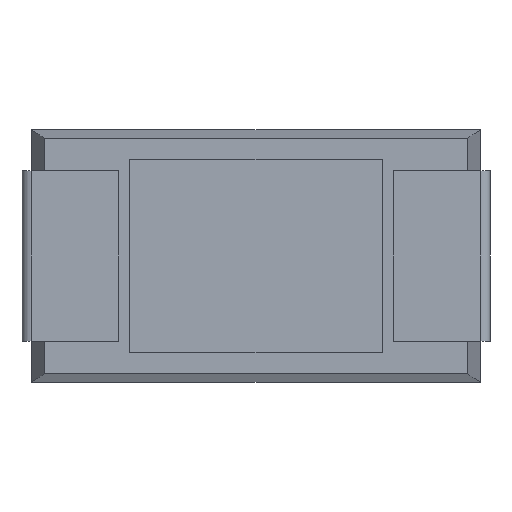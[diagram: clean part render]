
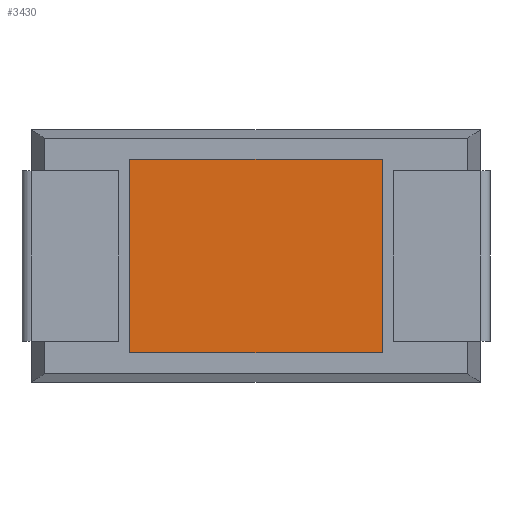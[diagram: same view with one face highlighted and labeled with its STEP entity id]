
A CAD part, front view. The second image highlights one B-rep face of the part: STEP entity #3430.
In plain terms, the highlighted planar face has unit normal (0, -1, 0).
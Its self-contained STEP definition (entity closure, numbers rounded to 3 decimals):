
#4 = VERTEX_POINT ( 'NONE', #1275 ) ;
#200 = LINE ( 'NONE', #785, #1334 ) ;
#560 = EDGE_CURVE ( 'NONE', #2173, #4, #1335, .T. ) ;
#563 = DIRECTION ( 'NONE',  ( 1., 0., 0. ) ) ;
#668 = EDGE_CURVE ( 'NONE', #2294, #2173, #4123, .T. ) ;
#785 = CARTESIAN_POINT ( 'NONE',  ( 4.72, -0.05, -0.4 ) ) ;
#998 = CARTESIAN_POINT ( 'NONE',  ( 1.32, -0.05, -0.4 ) ) ;
#1091 = CARTESIAN_POINT ( 'NONE',  ( 1.32, -0.05, -0.4 ) ) ;
#1141 = CARTESIAN_POINT ( 'NONE',  ( 1.32, -0.05, -0.4 ) ) ;
#1155 = ORIENTED_EDGE ( 'NONE', *, *, #560, .T. ) ;
#1275 = CARTESIAN_POINT ( 'NONE',  ( 1.32, -0.05, -3. ) ) ;
#1334 = VECTOR ( 'NONE', #3389, 1000. ) ;
#1335 = LINE ( 'NONE', #998, #3522 ) ;
#1380 = EDGE_LOOP ( 'NONE', ( #1155, #2631, #4042, #2455 ) ) ;
#1437 = FACE_OUTER_BOUND ( 'NONE', #1380, .T. ) ;
#1885 = CARTESIAN_POINT ( 'NONE',  ( 1.32, -0.05, -3. ) ) ;
#1988 = DIRECTION ( 'NONE',  ( 0., 0., -1. ) ) ;
#2125 = EDGE_CURVE ( 'NONE', #2752, #2294, #200, .T. ) ;
#2173 = VERTEX_POINT ( 'NONE', #1141 ) ;
#2294 = VERTEX_POINT ( 'NONE', #2797 ) ;
#2401 = AXIS2_PLACEMENT_3D ( 'NONE', #4134, #3223, #2870 ) ;
#2455 = ORIENTED_EDGE ( 'NONE', *, *, #668, .T. ) ;
#2631 = ORIENTED_EDGE ( 'NONE', *, *, #3912, .T. ) ;
#2634 = DIRECTION ( 'NONE',  ( -1., 0., 0. ) ) ;
#2688 = VECTOR ( 'NONE', #2634, 1000. ) ;
#2752 = VERTEX_POINT ( 'NONE', #2805 ) ;
#2797 = CARTESIAN_POINT ( 'NONE',  ( 4.72, -0.05, -0.4 ) ) ;
#2805 = CARTESIAN_POINT ( 'NONE',  ( 4.72, -0.05, -3. ) ) ;
#2870 = DIRECTION ( 'NONE',  ( 0., 0., -1. ) ) ;
#2905 = PLANE ( 'NONE',  #2401 ) ;
#3017 = LINE ( 'NONE', #1885, #3550 ) ;
#3223 = DIRECTION ( 'NONE',  ( 0., -1., 0. ) ) ;
#3389 = DIRECTION ( 'NONE',  ( 0., 0., 1. ) ) ;
#3430 = ADVANCED_FACE ( 'NONE', ( #1437 ), #2905, .T. ) ;
#3522 = VECTOR ( 'NONE', #1988, 1000. ) ;
#3550 = VECTOR ( 'NONE', #563, 1000. ) ;
#3912 = EDGE_CURVE ( 'NONE', #4, #2752, #3017, .T. ) ;
#4042 = ORIENTED_EDGE ( 'NONE', *, *, #2125, .T. ) ;
#4123 = LINE ( 'NONE', #1091, #2688 ) ;
#4134 = CARTESIAN_POINT ( 'NONE',  ( 0., -0.05, 0. ) ) ;
